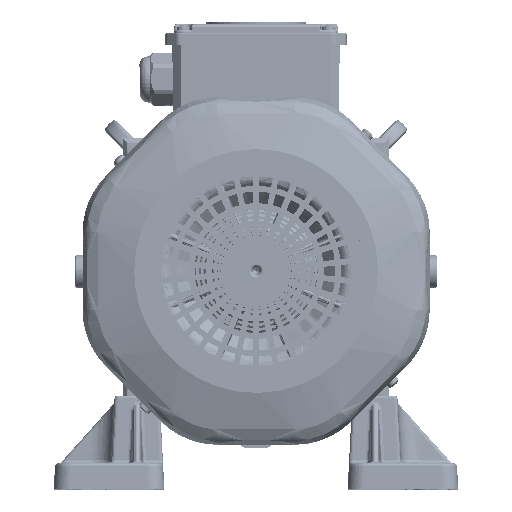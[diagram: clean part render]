
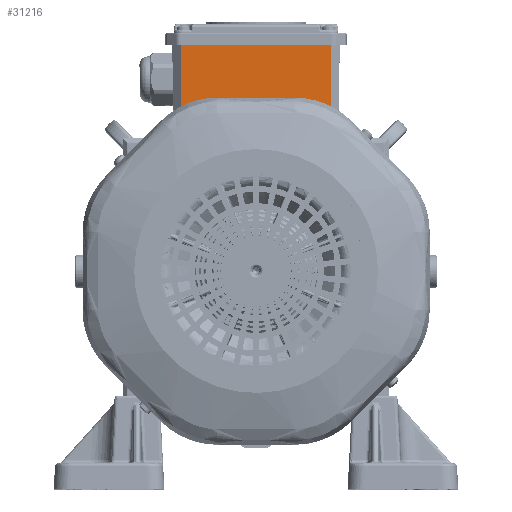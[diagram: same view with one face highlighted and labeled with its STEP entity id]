
A CAD part, top view. The second image highlights one B-rep face of the part: STEP entity #31216.
In plain terms, the highlighted planar face has unit normal (0, -0.018, 1).
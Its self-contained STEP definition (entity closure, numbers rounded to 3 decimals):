
#31216=ADVANCED_FACE('',(#44706),#42025,.T.);
#42025=PLANE('',#182779);
#44706=FACE_OUTER_BOUND('',#55751,.T.);
#55751=EDGE_LOOP('',(#69760,#69761,#69762,#69763));
#69760=ORIENTED_EDGE('',*,*,#136856,.T.);
#69761=ORIENTED_EDGE('',*,*,#136855,.F.);
#69762=ORIENTED_EDGE('',*,*,#136857,.F.);
#69763=ORIENTED_EDGE('',*,*,#136858,.T.);
#119357=VERTEX_POINT('',#255550);
#119360=VERTEX_POINT('',#255555);
#119361=VERTEX_POINT('',#255559);
#119362=VERTEX_POINT('',#255561);
#136855=EDGE_CURVE('',#119360,#119357,#163872,.T.);
#136856=EDGE_CURVE('',#119361,#119357,#163873,.T.);
#136857=EDGE_CURVE('',#119362,#119360,#163874,.T.);
#136858=EDGE_CURVE('',#119362,#119361,#163875,.T.);
#163872=LINE('',#255556,#172961);
#163873=LINE('',#255558,#172962);
#163874=LINE('',#255560,#172963);
#163875=LINE('',#255562,#172964);
#172961=VECTOR('',#204631,1.);
#172962=VECTOR('',#204634,1.);
#172963=VECTOR('',#204635,1.);
#172964=VECTOR('',#204636,1.);
#182779=AXIS2_PLACEMENT_3D('',#255563,#204637,#204638);
#204631=DIRECTION('',(-0.007,1.,0.017));
#204634=DIRECTION('',(-1.,0.,0.));
#204635=DIRECTION('',(-1.,0.,0.));
#204636=DIRECTION('',(0.007,1.,0.017));
#204637=DIRECTION('',(0.,-0.017,1.));
#204638=DIRECTION('',(0.,1.,0.017));
#255550=CARTESIAN_POINT('',(-45.457,137.,116.689));
#255555=CARTESIAN_POINT('',(-45.172,97.5,116.));
#255556=CARTESIAN_POINT('',(-45.172,97.5,116.));
#255558=CARTESIAN_POINT('',(45.172,137.,116.689));
#255559=CARTESIAN_POINT('',(45.457,137.,116.689));
#255560=CARTESIAN_POINT('',(45.172,97.5,116.));
#255561=CARTESIAN_POINT('',(45.172,97.5,116.));
#255562=CARTESIAN_POINT('',(45.172,97.5,116.));
#255563=CARTESIAN_POINT('',(45.172,97.5,116.));
